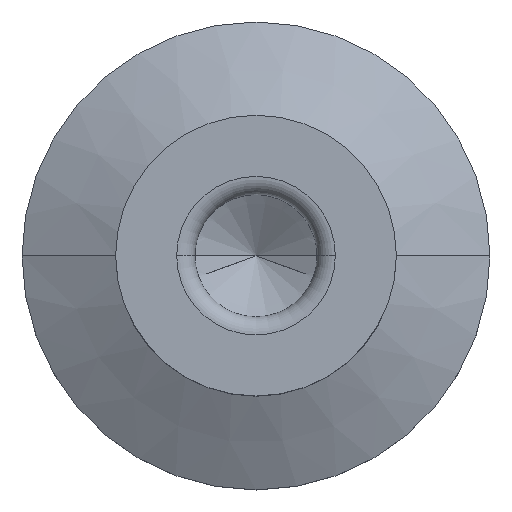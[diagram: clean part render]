
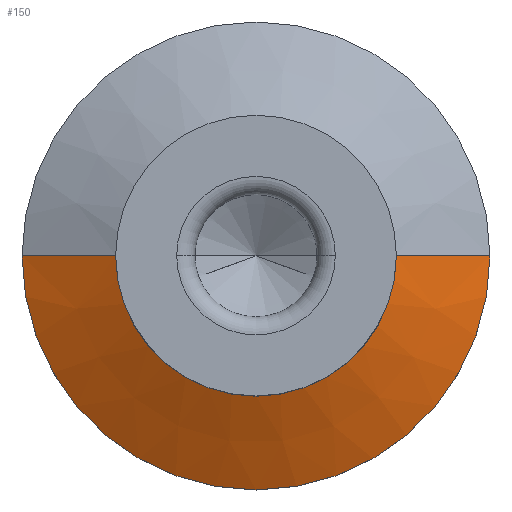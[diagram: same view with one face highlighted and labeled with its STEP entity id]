
A CAD part, top view. The second image highlights one B-rep face of the part: STEP entity #150.
In plain terms, the highlighted conical face has half-angle 63.435 degrees and reference radius 7.2 mm.
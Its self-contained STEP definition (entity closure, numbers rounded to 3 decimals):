
#108=EDGE_CURVE('',#210,#230,#269,.T.);
#110=EDGE_CURVE('',#178,#198,#271,.T.);
#150=ADVANCED_FACE('',(#320),#321,.T.);
#168=EDGE_CURVE('',#210,#178,#340,.T.);
#178=VERTEX_POINT('',#351);
#198=VERTEX_POINT('',#373);
#210=VERTEX_POINT('',#386);
#216=EDGE_CURVE('',#198,#230,#392,.T.);
#230=VERTEX_POINT('',#408);
#269=CIRCLE('',#444,9.);
#271=CIRCLE('',#447,5.4);
#320=FACE_OUTER_BOUND('',#505,.T.);
#321=CONICAL_SURFACE('',#506,7.2,1.107);
#340=LINE('',#532,#533);
#351=CARTESIAN_POINT('',(5.4,0.,0.));
#373=CARTESIAN_POINT('',(-5.4,0.,0.));
#386=CARTESIAN_POINT('',(9.,0.,-1.8));
#392=LINE('',#602,#603);
#408=CARTESIAN_POINT('',(-9.,0.,-1.8));
#444=AXIS2_PLACEMENT_3D('',#651,#652,#653);
#447=AXIS2_PLACEMENT_3D('',#654,#655,#656);
#505=EDGE_LOOP('',(#735,#736,#737,#738));
#506=AXIS2_PLACEMENT_3D('',#739,#740,#741);
#532=CARTESIAN_POINT('',(7.2,0.,-0.9));
#533=VECTOR('',#758,1.0);
#602=CARTESIAN_POINT('',(-7.2,0.,-0.9));
#603=VECTOR('',#814,1.0);
#651=CARTESIAN_POINT('',(0.0,0.,-1.8));
#652=DIRECTION('',(-0.0,0.0,-1.0));
#653=DIRECTION('',(-1.0,0.,0.0));
#654=CARTESIAN_POINT('',(0.0,0.,0.));
#655=DIRECTION('',(-0.0,0.0,-1.0));
#656=DIRECTION('',(-1.0,0.,0.0));
#735=ORIENTED_EDGE('',*,*,#216,.T.);
#736=ORIENTED_EDGE('',*,*,#108,.F.);
#737=ORIENTED_EDGE('',*,*,#168,.T.);
#738=ORIENTED_EDGE('',*,*,#110,.T.);
#739=CARTESIAN_POINT('',(0.0,0.,-0.9));
#740=DIRECTION('',(-0.0,-0.0,-1.0));
#741=DIRECTION('',(-1.0,0.,0.0));
#758=DIRECTION('',(-0.894,0.,0.447));
#814=DIRECTION('',(-0.894,0.,-0.447));
